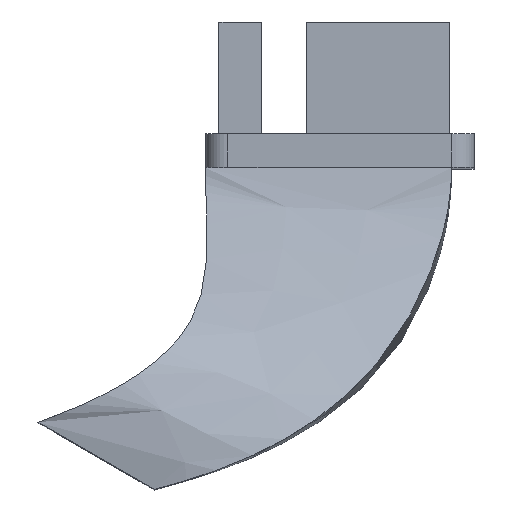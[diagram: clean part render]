
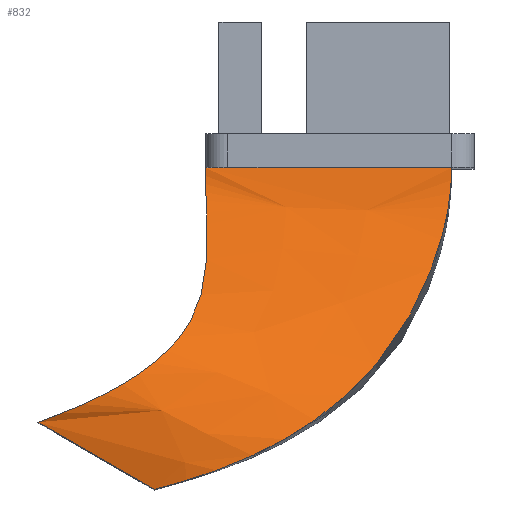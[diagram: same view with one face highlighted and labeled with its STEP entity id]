
A CAD part, top view. The second image highlights one B-rep face of the part: STEP entity #832.
In plain terms, the highlighted free-form (B-spline) face has degree [3, 3] with [4, 8] control points.
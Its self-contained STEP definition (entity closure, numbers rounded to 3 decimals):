
#19=(
BOUNDED_CURVE()
B_SPLINE_CURVE(5,(#1710,#1711,#1712,#1713,#1714,#1715,#1716,#1717,#1718,
#1719),.UNSPECIFIED.,.F.,.F.)
B_SPLINE_CURVE_WITH_KNOTS((6,1,1,1,1,6),(0.,0.2,0.4,0.6,0.8,1.),
 .UNSPECIFIED.)
CURVE()
GEOMETRIC_REPRESENTATION_ITEM()
RATIONAL_B_SPLINE_CURVE((1.,1.,1.,1.,1.,1.,1.,1.,1.,1.))
REPRESENTATION_ITEM('')
);
#20=(
BOUNDED_CURVE()
B_SPLINE_CURVE(5,(#1720,#1721,#1722,#1723,#1724,#1725,#1726,#1727,#1728,
#1729),.UNSPECIFIED.,.F.,.F.)
B_SPLINE_CURVE_WITH_KNOTS((6,1,1,1,1,6),(0.,0.2,0.4,0.6,0.8,1.),
 .UNSPECIFIED.)
CURVE()
GEOMETRIC_REPRESENTATION_ITEM()
RATIONAL_B_SPLINE_CURVE((1.,1.,1.,1.,1.,1.,1.,1.,1.,1.))
REPRESENTATION_ITEM('')
);
#31=B_SPLINE_SURFACE_WITH_KNOTS('',3,3,((#1678,#1679,#1680,#1681,#1682,
#1683,#1684,#1685),(#1686,#1687,#1688,#1689,#1690,#1691,#1692,#1693),(#1694,
#1695,#1696,#1697,#1698,#1699,#1700,#1701),(#1702,#1703,#1704,#1705,#1706,
#1707,#1708,#1709)),.UNSPECIFIED.,.F.,.F.,.F.,(4,4),(4,1,1,1,1,4),(0.,1.),
(0.,0.143,0.286,0.571,0.857,
1.),.UNSPECIFIED.);
#45=B_SPLINE_CURVE_WITH_KNOTS('',3,(#1088,#1089,#1090,#1091),
 .UNSPECIFIED.,.F.,.F.,(4,4),(0.,1.),.UNSPECIFIED.);
#133=FACE_OUTER_BOUND('',#183,.T.);
#183=EDGE_LOOP('',(#716,#717,#718,#719));
#263=LINE('',#1672,#341);
#341=VECTOR('',#1028,10.);
#373=VERTEX_POINT('',#1085);
#374=VERTEX_POINT('',#1087);
#432=VERTEX_POINT('',#1670);
#433=VERTEX_POINT('',#1671);
#451=EDGE_CURVE('',#373,#374,#45,.T.);
#536=EDGE_CURVE('',#432,#433,#263,.T.);
#540=EDGE_CURVE('',#373,#432,#19,.T.);
#541=EDGE_CURVE('',#374,#433,#20,.T.);
#716=ORIENTED_EDGE('',*,*,#451,.F.);
#717=ORIENTED_EDGE('',*,*,#540,.T.);
#718=ORIENTED_EDGE('',*,*,#536,.T.);
#719=ORIENTED_EDGE('',*,*,#541,.F.);
#832=ADVANCED_FACE('',(#133),#31,.F.);
#1028=DIRECTION('',(0.866,-0.5,0.));
#1085=CARTESIAN_POINT('',(21.,-40.,22.44));
#1087=CARTESIAN_POINT('',(32.,-40.,22.44));
#1088=CARTESIAN_POINT('Ctrl Pts',(21.,-40.,22.44));
#1089=CARTESIAN_POINT('Ctrl Pts',(24.667,-40.,22.44));
#1090=CARTESIAN_POINT('Ctrl Pts',(28.333,-40.,22.44));
#1091=CARTESIAN_POINT('Ctrl Pts',(32.,-40.,22.44));
#1670=CARTESIAN_POINT('',(13.512,-51.4,31.5));
#1671=CARTESIAN_POINT('',(18.708,-54.4,31.5));
#1672=CARTESIAN_POINT('',(13.512,-51.4,31.5));
#1678=CARTESIAN_POINT('Ctrl Pts',(21.,-40.,22.44));
#1679=CARTESIAN_POINT('Ctrl Pts',(21.,-40.542,22.44));
#1680=CARTESIAN_POINT('Ctrl Pts',(21.031,-41.634,22.817));
#1681=CARTESIAN_POINT('Ctrl Pts',(21.11,-43.838,24.845));
#1682=CARTESIAN_POINT('Ctrl Pts',(20.912,-46.614,28.923));
#1683=CARTESIAN_POINT('Ctrl Pts',(18.443,-49.329,31.847));
#1684=CARTESIAN_POINT('Ctrl Pts',(14.929,-50.888,31.756));
#1685=CARTESIAN_POINT('Ctrl Pts',(13.512,-51.4,31.5));
#1686=CARTESIAN_POINT('Ctrl Pts',(24.667,-40.,22.44));
#1687=CARTESIAN_POINT('Ctrl Pts',(24.667,-40.577,22.44));
#1688=CARTESIAN_POINT('Ctrl Pts',(24.639,-41.767,22.818));
#1689=CARTESIAN_POINT('Ctrl Pts',(24.422,-44.244,24.847));
#1690=CARTESIAN_POINT('Ctrl Pts',(23.622,-47.417,28.93));
#1691=CARTESIAN_POINT('Ctrl Pts',(20.518,-50.379,31.853));
#1692=CARTESIAN_POINT('Ctrl Pts',(16.733,-51.919,31.758));
#1693=CARTESIAN_POINT('Ctrl Pts',(15.244,-52.4,31.5));
#1694=CARTESIAN_POINT('Ctrl Pts',(28.333,-40.,22.44));
#1695=CARTESIAN_POINT('Ctrl Pts',(28.333,-40.611,22.44));
#1696=CARTESIAN_POINT('Ctrl Pts',(28.261,-41.881,22.818));
#1697=CARTESIAN_POINT('Ctrl Pts',(27.744,-44.597,24.849));
#1698=CARTESIAN_POINT('Ctrl Pts',(26.272,-48.204,28.936));
#1699=CARTESIAN_POINT('Ctrl Pts',(22.553,-51.45,31.859));
#1700=CARTESIAN_POINT('Ctrl Pts',(18.536,-52.95,31.76));
#1701=CARTESIAN_POINT('Ctrl Pts',(16.976,-53.4,31.5));
#1702=CARTESIAN_POINT('Ctrl Pts',(32.,-40.,22.44));
#1703=CARTESIAN_POINT('Ctrl Pts',(32.,-40.645,22.44));
#1704=CARTESIAN_POINT('Ctrl Pts',(31.869,-42.014,22.819));
#1705=CARTESIAN_POINT('Ctrl Pts',(31.056,-45.003,24.852));
#1706=CARTESIAN_POINT('Ctrl Pts',(28.982,-49.007,28.942));
#1707=CARTESIAN_POINT('Ctrl Pts',(24.628,-52.5,31.866));
#1708=CARTESIAN_POINT('Ctrl Pts',(20.339,-53.981,31.762));
#1709=CARTESIAN_POINT('Ctrl Pts',(18.708,-54.4,31.5));
#1710=CARTESIAN_POINT('Ctrl Pts',(21.,-40.,22.44));
#1711=CARTESIAN_POINT('Ctrl Pts',(21.,-40.456,22.44));
#1712=CARTESIAN_POINT('Ctrl Pts',(21.015,-41.37,22.655));
#1713=CARTESIAN_POINT('Ctrl Pts',(21.08,-42.754,23.623));
#1714=CARTESIAN_POINT('Ctrl Pts',(21.158,-44.617,25.935));
#1715=CARTESIAN_POINT('Ctrl Pts',(20.652,-46.941,29.321));
#1716=CARTESIAN_POINT('Ctrl Pts',(19.076,-48.768,31.335));
#1717=CARTESIAN_POINT('Ctrl Pts',(16.797,-50.101,31.88));
#1718=CARTESIAN_POINT('Ctrl Pts',(14.702,-50.97,31.715));
#1719=CARTESIAN_POINT('Ctrl Pts',(13.512,-51.4,31.5));
#1720=CARTESIAN_POINT('Ctrl Pts',(32.,-40.,22.44));
#1721=CARTESIAN_POINT('Ctrl Pts',(32.,-40.542,22.44));
#1722=CARTESIAN_POINT('Ctrl Pts',(31.921,-41.67,22.656));
#1723=CARTESIAN_POINT('Ctrl Pts',(31.568,-43.495,23.627));
#1724=CARTESIAN_POINT('Ctrl Pts',(30.626,-46.127,25.946));
#1725=CARTESIAN_POINT('Ctrl Pts',(28.482,-49.44,29.341));
#1726=CARTESIAN_POINT('Ctrl Pts',(25.637,-51.808,31.355));
#1727=CARTESIAN_POINT('Ctrl Pts',(22.584,-53.257,31.893));
#1728=CARTESIAN_POINT('Ctrl Pts',(20.078,-54.048,31.72));
#1729=CARTESIAN_POINT('Ctrl Pts',(18.708,-54.4,31.5));
